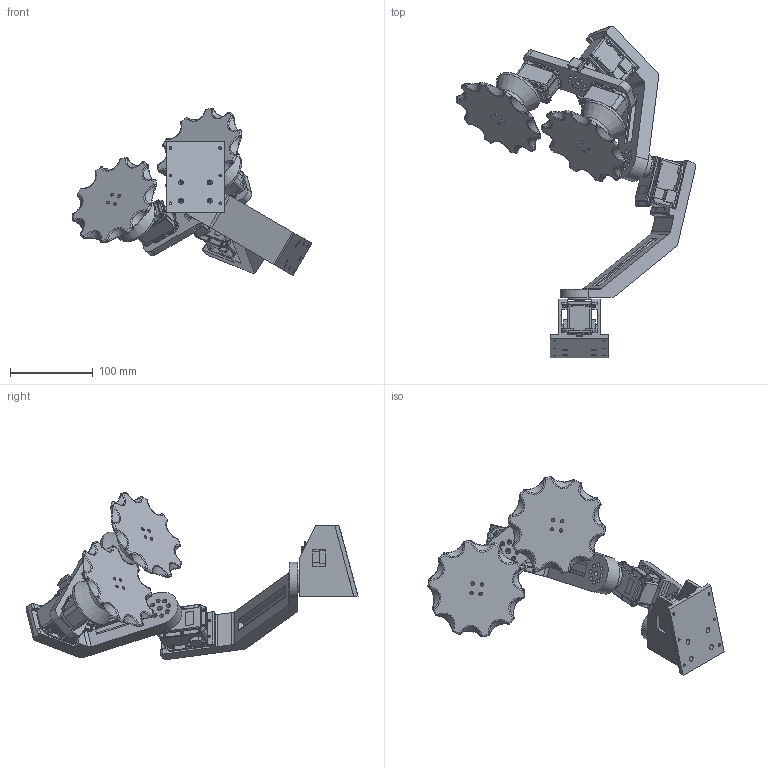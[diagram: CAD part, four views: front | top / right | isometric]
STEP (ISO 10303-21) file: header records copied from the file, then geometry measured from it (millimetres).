
FILE_DESCRIPTION(/* description */ (''),/* implementation_level */ '2;1');
FILE_NAME(/* name */ '팔조립1031.stp',/* time_stamp */ '2022-10-31T20:29:56+09:00',/* author */ ('전성현'),/* organization */ (''),/* preprocessor_version */ 'ST-DEVELOPER v19',/* originating_system */ 'Autodesk Inventor 2023',/* authorisation */ '');
FILE_SCHEMA (('AUTOMOTIVE_DESIGN { 1 0 10303 214 3 1 1 }'));
Products named in the file (14): 팔조립1031; 긴팔_8; 어깨견장_6; 손목경첩팔_9; 손목판2; AX-12A; AX-12A-01; AX-12A-02; AX-12A-03; AX-12A-04; SetScrew; HN05_T_02; DC05_M01_DUMMY; 바퀴톱니_4
Assembly tree (22 placements, depth 3):
  팔조립1031
    HN05_T_02  x3
    DC05_M01_DUMMY  x3
    긴팔_8
    어깨견장_6
    손목경첩팔_9
    손목판2
    AX-12A  x2
      AX-12A-01
      AX-12A-02
      AX-12A-03
      AX-12A-04
      SetScrew
    바퀴톱니_4  x2
Bounding box: 289.4 x 401.05 x 201.93 mm (x, y, z)
Volume: 1166228.2 mm3; surface area: 276777.6 mm2
Topology: 28 solids, 52 shells, 3722 faces, 9819 edges, 6276 vertices
Faces by surface type: plane 2181, cylinder 1041, cone 274, bspline 88, torus 82, sphere 56
Full cylindrical faces by diameter (mm): 1.2 x80, 1.6 x16, 1.7 x8, 1.8 x12, 2 x28, 2.05 x72, 2.3 x8, 2.5 x88, 2.7 x44, 2.8 x8, 3.1 x3, 3.2 x13, 3.3 x8, 3.5 x4, 4 x20, 4.1 x8, 5 x40, 5.5 x10, 6 x11, 7.8 x3, 8 x5, 8.1 x3, 8.5 x2, 9 x2, 9.5 x2, 10 x6, 10.8 x2, 11 x3, 11.6 x2, 12 x3
Entity records: 58980 total; most frequent: CARTESIAN_POINT 14285, ORIENTED_EDGE 9096, DIRECTION 8981, EDGE_CURVE 4556, LINE 3011, VECTOR 3011, AXIS2_PLACEMENT_3D 2985, VERTEX_POINT 2928
